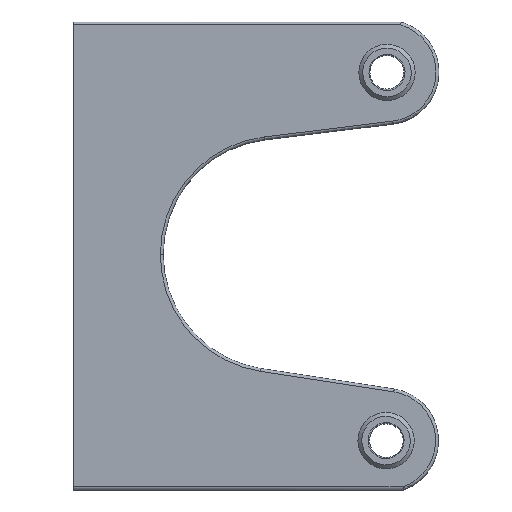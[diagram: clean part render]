
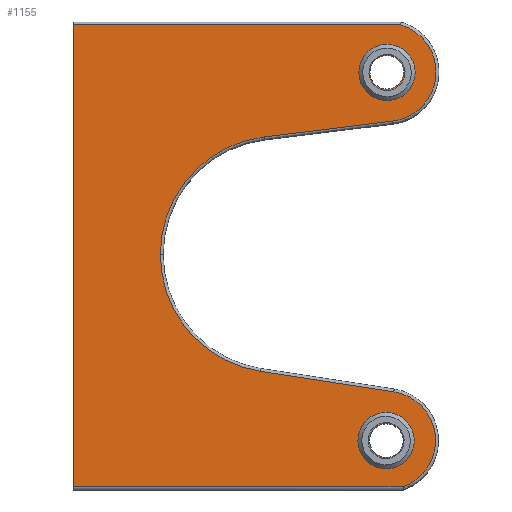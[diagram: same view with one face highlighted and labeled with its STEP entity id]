
A CAD part, top view. The second image highlights one B-rep face of the part: STEP entity #1155.
In plain terms, the highlighted planar face has unit normal (0, 0, 1).
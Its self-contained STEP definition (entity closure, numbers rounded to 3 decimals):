
#130=CARTESIAN_POINT('',(151.014,426.5,-10.));
#131=VERTEX_POINT('',#130);
#139=CARTESIAN_POINT('',(151.014,508.5,-10.));
#140=VERTEX_POINT('',#139);
#141=CARTESIAN_POINT('',(151.014,508.5,-10.));
#142=DIRECTION('',(0.,-1.,0.));
#143=VECTOR('',#142,82.);
#144=LINE('',#141,#143);
#145=EDGE_CURVE('',#140,#131,#144,.T.);
#480=CARTESIAN_POINT('',(209.163,508.5,-10.));
#481=VERTEX_POINT('',#480);
#504=CARTESIAN_POINT('',(209.163,508.5,-10.));
#505=DIRECTION('',(-1.,0.,0.));
#506=VECTOR('',#505,58.149);
#507=LINE('',#504,#506);
#508=EDGE_CURVE('',#481,#140,#507,.T.);
#518=CARTESIAN_POINT('',(207.755,491.423,-10.));
#519=VERTEX_POINT('',#518);
#546=CARTESIAN_POINT('',(206.686,500.108,-10.));
#547=DIRECTION('',(-0.,-0.,1.));
#548=DIRECTION('',(-1.,0.,0.));
#549=AXIS2_PLACEMENT_3D('',#546,#547,#548);
#550=CIRCLE('',#549,8.75);
#551=EDGE_CURVE('',#519,#481,#550,.T.);
#561=CARTESIAN_POINT('',(184.929,488.613,-10.));
#562=VERTEX_POINT('',#561);
#579=CARTESIAN_POINT('',(184.929,488.613,-10.));
#580=DIRECTION('',(0.993,0.122,0.));
#581=VECTOR('',#580,22.999);
#582=LINE('',#579,#581);
#583=EDGE_CURVE('',#562,#519,#582,.T.);
#593=CARTESIAN_POINT('',(166.495,467.77,-10.));
#594=VERTEX_POINT('',#593);
#612=CARTESIAN_POINT('',(187.495,467.77,-10.));
#613=DIRECTION('',(0.,0.,-1.));
#614=DIRECTION('',(-1.,0.,0.));
#615=AXIS2_PLACEMENT_3D('',#612,#613,#614);
#616=CIRCLE('',#615,21.);
#617=EDGE_CURVE('',#594,#562,#616,.T.);
#627=CARTESIAN_POINT('',(207.932,443.379,-10.));
#628=VERTEX_POINT('',#627);
#646=CARTESIAN_POINT('',(184.302,447.014,-10.));
#647=VERTEX_POINT('',#646);
#655=CARTESIAN_POINT('',(207.932,443.379,-10.));
#656=DIRECTION('',(-0.988,0.152,-0.));
#657=VECTOR('',#656,23.908);
#658=LINE('',#655,#657);
#659=EDGE_CURVE('',#628,#647,#658,.T.);
#669=CARTESIAN_POINT('',(209.571,426.5,-10.));
#670=VERTEX_POINT('',#669);
#703=CARTESIAN_POINT('',(206.601,434.73,-10.));
#704=DIRECTION('',(-0.,-0.,1.));
#705=DIRECTION('',(-1.,0.,0.));
#706=AXIS2_PLACEMENT_3D('',#703,#704,#705);
#707=CIRCLE('',#706,8.75);
#708=EDGE_CURVE('',#670,#628,#707,.T.);
#726=CARTESIAN_POINT('',(151.014,426.5,-10.));
#727=DIRECTION('',(1.,0.,-0.));
#728=VECTOR('',#727,58.557);
#729=LINE('',#726,#728);
#730=EDGE_CURVE('',#131,#670,#729,.T.);
#1093=CARTESIAN_POINT('',(0.,0.,-10.));
#1094=DIRECTION('',(0.,0.,-1.));
#1095=DIRECTION('',(0.,1.,0.));
#1096=AXIS2_PLACEMENT_3D('',#1093,#1094,#1095);
#1097=PLANE('',#1096);
#1098=CARTESIAN_POINT('',(203.601,434.73,-10.));
#1099=VERTEX_POINT('',#1098);
#1100=CARTESIAN_POINT('',(209.601,434.73,-10.));
#1101=VERTEX_POINT('',#1100);
#1102=CARTESIAN_POINT('',(206.601,434.73,-10.));
#1103=DIRECTION('',(0.,0.,-1.));
#1104=DIRECTION('',(-1.,0.,0.));
#1105=AXIS2_PLACEMENT_3D('',#1102,#1103,#1104);
#1106=CIRCLE('',#1105,3.);
#1107=EDGE_CURVE('',#1099,#1101,#1106,.T.);
#1108=ORIENTED_EDGE('',*,*,#1107,.T.);
#1109=CARTESIAN_POINT('',(206.601,434.73,-10.));
#1110=DIRECTION('',(0.,0.,-1.));
#1111=DIRECTION('',(-1.,0.,0.));
#1112=AXIS2_PLACEMENT_3D('',#1109,#1110,#1111);
#1113=CIRCLE('',#1112,3.);
#1114=EDGE_CURVE('',#1101,#1099,#1113,.T.);
#1115=ORIENTED_EDGE('',*,*,#1114,.T.);
#1116=EDGE_LOOP('',(#1108,#1115));
#1117=FACE_BOUND('',#1116,.T.);
#1118=ORIENTED_EDGE('',*,*,#551,.T.);
#1119=ORIENTED_EDGE('',*,*,#508,.T.);
#1120=ORIENTED_EDGE('',*,*,#145,.T.);
#1121=ORIENTED_EDGE('',*,*,#730,.T.);
#1122=ORIENTED_EDGE('',*,*,#708,.T.);
#1123=ORIENTED_EDGE('',*,*,#659,.T.);
#1124=CARTESIAN_POINT('',(187.495,467.77,-10.));
#1125=DIRECTION('',(0.,0.,-1.));
#1126=DIRECTION('',(-1.,0.,0.));
#1127=AXIS2_PLACEMENT_3D('',#1124,#1125,#1126);
#1128=CIRCLE('',#1127,21.);
#1129=EDGE_CURVE('',#647,#594,#1128,.T.);
#1130=ORIENTED_EDGE('',*,*,#1129,.T.);
#1131=ORIENTED_EDGE('',*,*,#617,.T.);
#1132=ORIENTED_EDGE('',*,*,#583,.T.);
#1133=EDGE_LOOP('',(#1118,#1119,#1120,#1121,#1122,#1123,#1130,#1131,#1132));
#1134=FACE_BOUND('',#1133,.T.);
#1135=CARTESIAN_POINT('',(203.686,500.108,-10.));
#1136=VERTEX_POINT('',#1135);
#1137=CARTESIAN_POINT('',(209.686,500.108,-10.));
#1138=VERTEX_POINT('',#1137);
#1139=CARTESIAN_POINT('',(206.686,500.108,-10.));
#1140=DIRECTION('',(0.,0.,-1.));
#1141=DIRECTION('',(-1.,0.,0.));
#1142=AXIS2_PLACEMENT_3D('',#1139,#1140,#1141);
#1143=CIRCLE('',#1142,3.);
#1144=EDGE_CURVE('',#1136,#1138,#1143,.T.);
#1145=ORIENTED_EDGE('',*,*,#1144,.T.);
#1146=CARTESIAN_POINT('',(206.686,500.108,-10.));
#1147=DIRECTION('',(0.,0.,-1.));
#1148=DIRECTION('',(-1.,0.,0.));
#1149=AXIS2_PLACEMENT_3D('',#1146,#1147,#1148);
#1150=CIRCLE('',#1149,3.);
#1151=EDGE_CURVE('',#1138,#1136,#1150,.T.);
#1152=ORIENTED_EDGE('',*,*,#1151,.T.);
#1153=EDGE_LOOP('',(#1145,#1152));
#1154=FACE_BOUND('',#1153,.T.);
#1155=ADVANCED_FACE('',(#1117,#1134,#1154),#1097,.F.);
